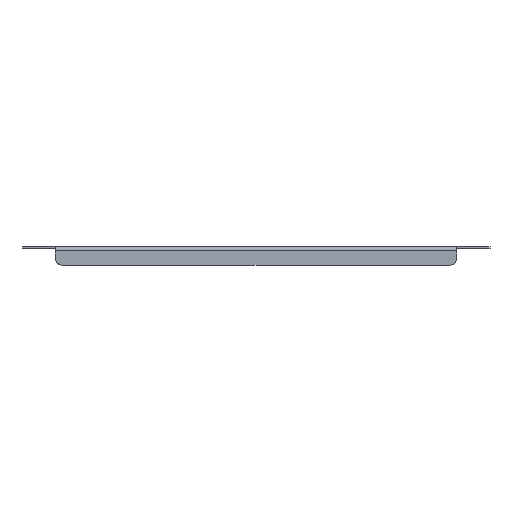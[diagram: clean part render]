
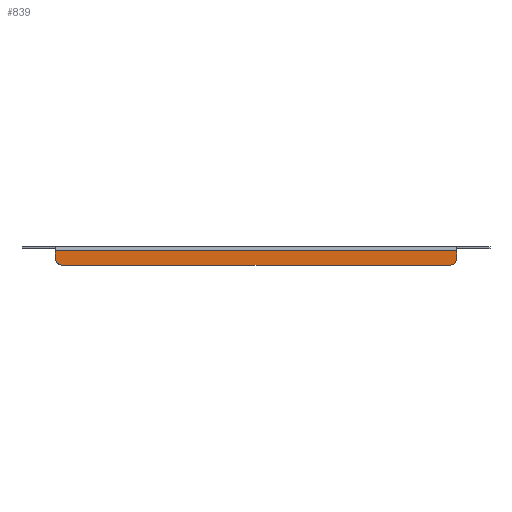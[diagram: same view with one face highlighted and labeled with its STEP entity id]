
A CAD part, front view. The second image highlights one B-rep face of the part: STEP entity #839.
In plain terms, the highlighted planar face has unit normal (0, -1, 0).
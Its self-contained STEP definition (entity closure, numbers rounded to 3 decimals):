
#6 = B_SPLINE_CURVE_WITH_KNOTS ( 'NONE', 3,
 ( #1637, #971, #1507, #1250 ),
 .UNSPECIFIED., .F., .F.,
 ( 4, 4 ),
 ( 0., 1. ),
 .UNSPECIFIED. ) ;
#20 = CARTESIAN_POINT ( 'NONE',  ( -132.25, -60., -7. ) ) ;
#31 = VECTOR ( 'NONE', #52, 1000. ) ;
#52 = DIRECTION ( 'NONE',  ( 1., 0., 0. ) ) ;
#80 = ORIENTED_EDGE ( 'NONE', *, *, #326, .F. ) ;
#143 = CARTESIAN_POINT ( 'NONE',  ( -127.25, -60., -12. ) ) ;
#171 = VERTEX_POINT ( 'NONE', #1117 ) ;
#193 = CARTESIAN_POINT ( 'NONE',  ( 154.25, -60., -2.4 ) ) ;
#238 = ORIENTED_EDGE ( 'NONE', *, *, #572, .T. ) ;
#286 = ORIENTED_EDGE ( 'NONE', *, *, #406, .T. ) ;
#288 = CARTESIAN_POINT ( 'NONE',  ( 154.25, -60., -12. ) ) ;
#326 = EDGE_CURVE ( 'NONE', #1131, #171, #843, .T. ) ;
#332 = CARTESIAN_POINT ( 'NONE',  ( 132.25, -60., -7. ) ) ;
#349 = AXIS2_PLACEMENT_3D ( 'NONE', #918, #504, #1691 ) ;
#406 = EDGE_CURVE ( 'NONE', #1538, #1624, #6, .T. ) ;
#418 = ORIENTED_EDGE ( 'NONE', *, *, #1031, .F. ) ;
#468 = DIRECTION ( 'NONE',  ( 0., 0., 1. ) ) ;
#504 = DIRECTION ( 'NONE',  ( 0., 1., 0. ) ) ;
#515 = DIRECTION ( 'NONE',  ( 0., 0., 1. ) ) ;
#548 = EDGE_LOOP ( 'NONE', ( #418, #238, #563, #286, #1051, #80 ) ) ;
#563 = ORIENTED_EDGE ( 'NONE', *, *, #1274, .F. ) ;
#572 = EDGE_CURVE ( 'NONE', #791, #1510, #619, .T. ) ;
#574 = VECTOR ( 'NONE', #468, 1000. ) ;
#578 = LINE ( 'NONE', #288, #824 ) ;
#619 = B_SPLINE_CURVE_WITH_KNOTS ( 'NONE', 3,
 ( #20, #899, #1337, #143 ),
 .UNSPECIFIED., .F., .F.,
 ( 4, 4 ),
 ( 0., 1. ),
 .UNSPECIFIED. ) ;
#646 = FACE_OUTER_BOUND ( 'NONE', #548, .T. ) ;
#779 = PLANE ( 'NONE',  #349 ) ;
#791 = VERTEX_POINT ( 'NONE', #1519 ) ;
#824 = VECTOR ( 'NONE', #944, 1000. ) ;
#839 = ADVANCED_FACE ( 'NONE', ( #646 ), #779, .F. ) ;
#843 = LINE ( 'NONE', #193, #31 ) ;
#891 = EDGE_CURVE ( 'NONE', #1624, #171, #1177, .T. ) ;
#899 = CARTESIAN_POINT ( 'NONE',  ( -132.25, -60., -10.333 ) ) ;
#918 = CARTESIAN_POINT ( 'NONE',  ( 0., -60., 0. ) ) ;
#935 = CARTESIAN_POINT ( 'NONE',  ( 132.25, -60., 0. ) ) ;
#944 = DIRECTION ( 'NONE',  ( -1., 0., 0. ) ) ;
#971 = CARTESIAN_POINT ( 'NONE',  ( 130.583, -60., -12. ) ) ;
#1031 = EDGE_CURVE ( 'NONE', #791, #1131, #1129, .T. ) ;
#1051 = ORIENTED_EDGE ( 'NONE', *, *, #891, .T. ) ;
#1117 = CARTESIAN_POINT ( 'NONE',  ( 132.25, -60., -2.4 ) ) ;
#1129 = LINE ( 'NONE', #1664, #574 ) ;
#1131 = VERTEX_POINT ( 'NONE', #1692 ) ;
#1177 = LINE ( 'NONE', #935, #1441 ) ;
#1250 = CARTESIAN_POINT ( 'NONE',  ( 132.25, -60., -7. ) ) ;
#1274 = EDGE_CURVE ( 'NONE', #1538, #1510, #578, .T. ) ;
#1337 = CARTESIAN_POINT ( 'NONE',  ( -130.583, -60., -12. ) ) ;
#1441 = VECTOR ( 'NONE', #515, 1000. ) ;
#1456 = CARTESIAN_POINT ( 'NONE',  ( 127.25, -60., -12. ) ) ;
#1507 = CARTESIAN_POINT ( 'NONE',  ( 132.25, -60., -10.333 ) ) ;
#1510 = VERTEX_POINT ( 'NONE', #1553 ) ;
#1519 = CARTESIAN_POINT ( 'NONE',  ( -132.25, -60., -7. ) ) ;
#1538 = VERTEX_POINT ( 'NONE', #1456 ) ;
#1553 = CARTESIAN_POINT ( 'NONE',  ( -127.25, -60., -12. ) ) ;
#1624 = VERTEX_POINT ( 'NONE', #332 ) ;
#1637 = CARTESIAN_POINT ( 'NONE',  ( 127.25, -60., -12. ) ) ;
#1664 = CARTESIAN_POINT ( 'NONE',  ( -132.25, -60., 0. ) ) ;
#1691 = DIRECTION ( 'NONE',  ( 0., 0., 1. ) ) ;
#1692 = CARTESIAN_POINT ( 'NONE',  ( -132.25, -60., -2.4 ) ) ;
